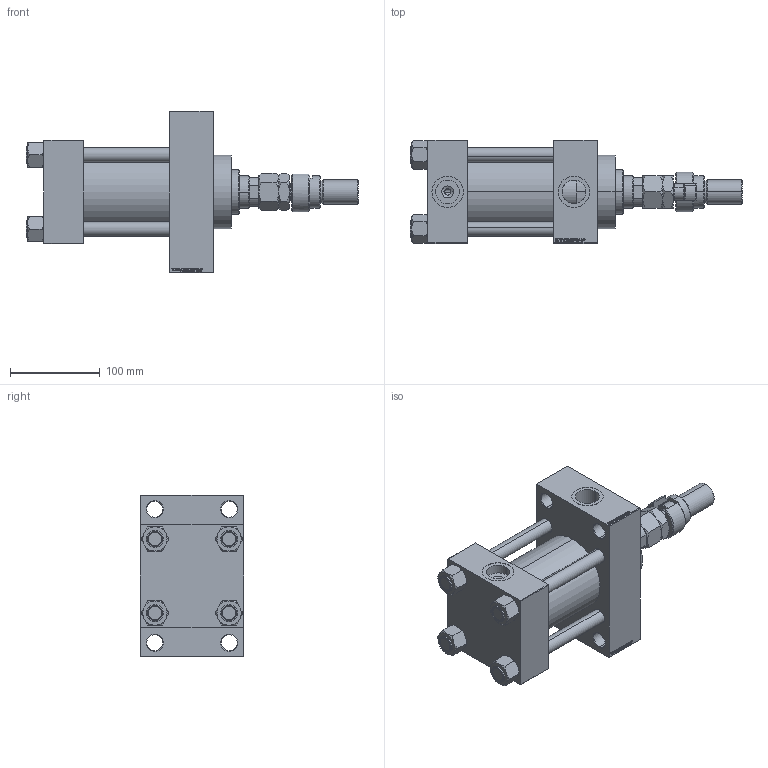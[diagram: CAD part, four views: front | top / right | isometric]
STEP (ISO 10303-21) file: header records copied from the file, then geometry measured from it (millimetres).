
FILE_DESCRIPTION (( 'STEP AP203' ), '1' );
FILE_NAME ('ffea.STEP', '2024-04-12T09:34:16', ( '' ), ( '' ), 'SwSTEP 2.0', 'SolidWorks 2019', '' );
FILE_SCHEMA (( 'CONFIG_CONTROL_DESIGN' ));
Length unit declared in the file: millimetre
Products named in the file (9): FEMALE_PART_FOR_DFA 05e4e093666d8648ddb19ad74138615a; V215CR_D_Body 05e4e093666d8648ddb19ad74138615a; V215CR_D_TYCINKA 05e4e093666d8648ddb19ad74138615a; DFA 05e4e093666d8648ddb19ad74138615a; NUT_M5_D 05e4e093666d8648ddb19ad74138615a; V215CR_VCP_D 05e4e093666d8648ddb19ad74138615a; V215_VC_A 05e4e093666d8648ddb19ad74138615a; MFA 05e4e093666d8648ddb19ad74138615a; ffea
Assembly tree (14 placements, depth 3):
  ffea
    V215CR_D_Body 05e4e093666d8648ddb19ad74138615a
    V215CR_VCP_D 05e4e093666d8648ddb19ad74138615a
    NUT_M5_D 05e4e093666d8648ddb19ad74138615a  x4
    V215CR_D_TYCINKA 05e4e093666d8648ddb19ad74138615a  x4
    V215_VC_A 05e4e093666d8648ddb19ad74138615a
    DFA 05e4e093666d8648ddb19ad74138615a
      FEMALE_PART_FOR_DFA 05e4e093666d8648ddb19ad74138615a
      MFA 05e4e093666d8648ddb19ad74138615a
Bounding box: 370.5 x 115 x 180 mm (x, y, z)
Volume: 2156190.3 mm3; surface area: 342783.2 mm2
Topology: 13 solids, 13 shells, 1236 faces, 3085 edges, 1989 vertices
Faces by surface type: plane 573, bspline 368, cone 182, cylinder 101, torus 12
Entity records: 50552 total; most frequent: CARTESIAN_POINT 25969, ORIENTED_EDGE 5434, DIRECTION 3643, EDGE_CURVE 2717, VERTEX_POINT 1767, VECTOR 1585, LINE 1585, EDGE_LOOP 1214
